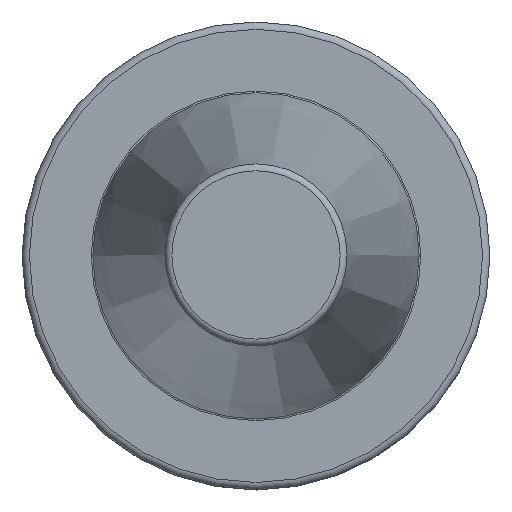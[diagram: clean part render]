
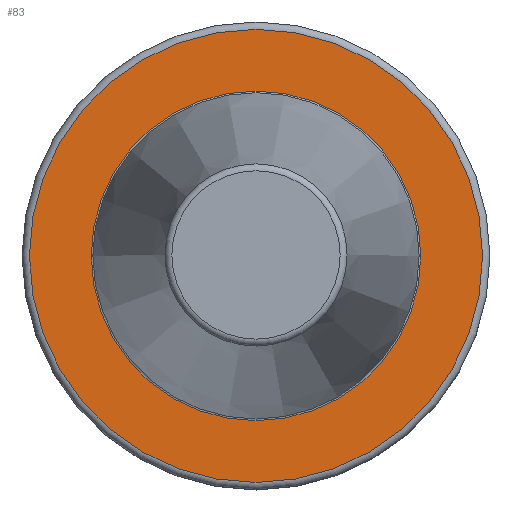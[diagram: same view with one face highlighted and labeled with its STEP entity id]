
A CAD part, top view. The second image highlights one B-rep face of the part: STEP entity #83.
In plain terms, the highlighted planar face has unit normal (0, 0, 1).
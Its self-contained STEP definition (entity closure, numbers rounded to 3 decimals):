
#44=PLANE('',#415);
#83=ADVANCED_FACE('',(#140,#141),#44,.T.);
#140=FACE_BOUND('',#198,.T.);
#141=FACE_BOUND('',#199,.T.);
#198=EDGE_LOOP('',(#256));
#199=EDGE_LOOP('',(#257));
#256=ORIENTED_EDGE('',*,*,#319,.T.);
#257=ORIENTED_EDGE('',*,*,#318,.F.);
#289=VERTEX_POINT('',#621);
#290=VERTEX_POINT('',#624);
#318=EDGE_CURVE('',#289,#289,#347,.T.);
#319=EDGE_CURVE('',#290,#290,#348,.T.);
#347=CIRCLE('',#412,30.76);
#348=CIRCLE('',#414,22.375);
#412=AXIS2_PLACEMENT_3D('',#620,#525,#526);
#414=AXIS2_PLACEMENT_3D('',#623,#529,#530);
#415=AXIS2_PLACEMENT_3D('',#625,#531,#532);
#525=DIRECTION('',(0.0,0.0,-1.0));
#526=DIRECTION('',(-1.0,0.0,0.0));
#529=DIRECTION('',(0.0,0.0,-1.0));
#530=DIRECTION('',(-1.0,0.0,0.0));
#531=DIRECTION('',(0.0,0.0,1.0));
#532=DIRECTION('',(1.0,0.0,0.0));
#620=CARTESIAN_POINT('',(0.,0.0,-3.2));
#621=CARTESIAN_POINT('',(-30.76,0.0,-3.2));
#623=CARTESIAN_POINT('',(0.,0.0,-3.2));
#624=CARTESIAN_POINT('',(-22.375,0.0,-3.2));
#625=CARTESIAN_POINT('',(30.76,0.0,-3.2));
